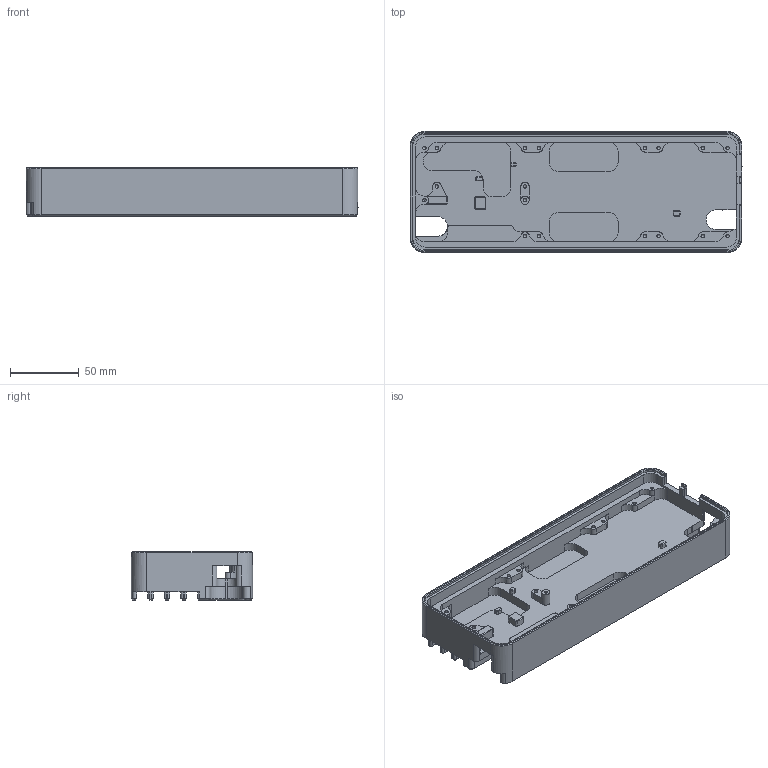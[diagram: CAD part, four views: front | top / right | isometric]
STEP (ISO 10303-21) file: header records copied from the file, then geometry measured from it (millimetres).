
FILE_DESCRIPTION(/* description */ (''),/* implementation_level */ '2;1');
FILE_NAME(/* name */ 'PCV3-enclosure-revF.step',/* time_stamp */ '2025-09-30T09:16:55-06:00',/* author */ (''),/* organization */ (''),/* preprocessor_version */ 'ST-DEVELOPER v20.1',/* originating_system */ 'Autodesk Translation Framework v14.17.0.0',/* authorisation */ '');
FILE_SCHEMA (('AUTOMOTIVE_DESIGN { 1 0 10303 214 3 1 1 }'));
Length unit declared in the file: millimetre
Products named in the file (1): PCV3-enclosure-revF
Bounding box: 241 x 88 x 35 mm (x, y, z)
Volume: 287913.4 mm3; surface area: 95389.1 mm2
Topology: 1 solids, 1 shells, 432 faces, 1133 edges, 705 vertices
Faces by surface type: plane 195, cylinder 154, cone 83
Full cylindrical faces by diameter (mm): 2.529 x18, 6 x1
Entity records: 13159 total; most frequent: DIRECTION 2371, CARTESIAN_POINT 2256, ORIENTED_EDGE 2230, EDGE_CURVE 1115, AXIS2_PLACEMENT_3D 824, LINE 723, VECTOR 723, VERTEX_POINT 705
